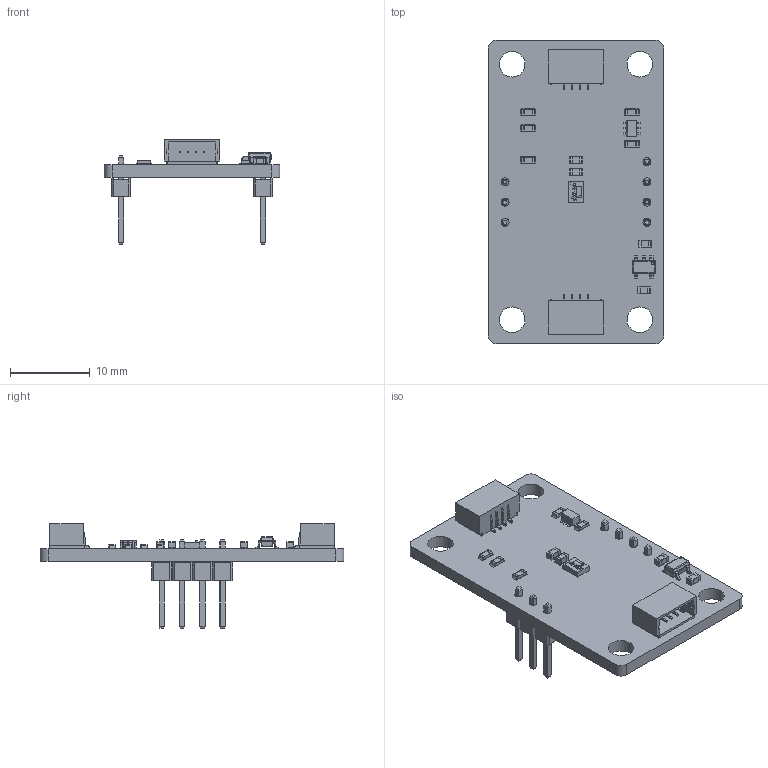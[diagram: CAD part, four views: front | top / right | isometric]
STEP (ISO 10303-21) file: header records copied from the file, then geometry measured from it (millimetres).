
FILE_DESCRIPTION(('KiCad electronic assembly'),'2;1');
FILE_NAME('Digital_light_sensor_LTR-507ALS-01_breakout_3D.step', '2022-02-09T08:36:50',('Pcbnew'),('Kicad'), 'Open CASCADE STEP processor 7.5','KiCad to STEP converter','Unknown' );
FILE_SCHEMA(('AUTOMOTIVE_DESIGN { 1 0 10303 214 1 1 1 1 }'));
Length unit declared in the file: millimetre
Products named in the file (18): Digital_light_sensor_LTR-507ALS-01_breakout_3D 1; 0603C; COMPOUND; easyC connector; SOLID; LTR-507ALS-01-v2; 0603R; SOT-23-5; SOT-363; 4x_Male_Pin_2.54_mm; 3x_Male_Pin_2.54_mm
Assembly tree (25 placements, depth 3):
  Digital_light_sensor_LTR-507ALS-01_breakout_3D 1
    0603C  x4
      COMPOUND
    easyC connector  x2
      SOLID
    LTR-507ALS-01-v2
      SOLID
    0603R  x5
      SOLID
    SOT-23-5
      COMPOUND
    SOT-363
      COMPOUND
    4x_Male_Pin_2.54_mm
      COMPOUND
    3x_Male_Pin_2.54_mm
      COMPOUND
    COMPOUND
Bounding box: 22 x 38 x 13.15 mm (x, y, z)
Volume: 1482.5 mm3; surface area: 2834.9 mm2
Topology: 42 solids, 42 shells, 1306 faces, 3180 edges, 1922 vertices
Faces by surface type: bspline 1285, cylinder 15, plane 6
Full cylindrical faces by diameter (mm): 1 x7, 3.2 x4
Entity records: 47994 total; most frequent: CARTESIAN_POINT 18677, B_SPLINE_CURVE_WITH_KNOTS 5277, ORIENTED_EDGE 3960, PCURVE 3960, DEFINITIONAL_REPRESENTATION 3960, EDGE_CURVE 1980, SURFACE_CURVE 1952, VERTEX_POINT 1246
